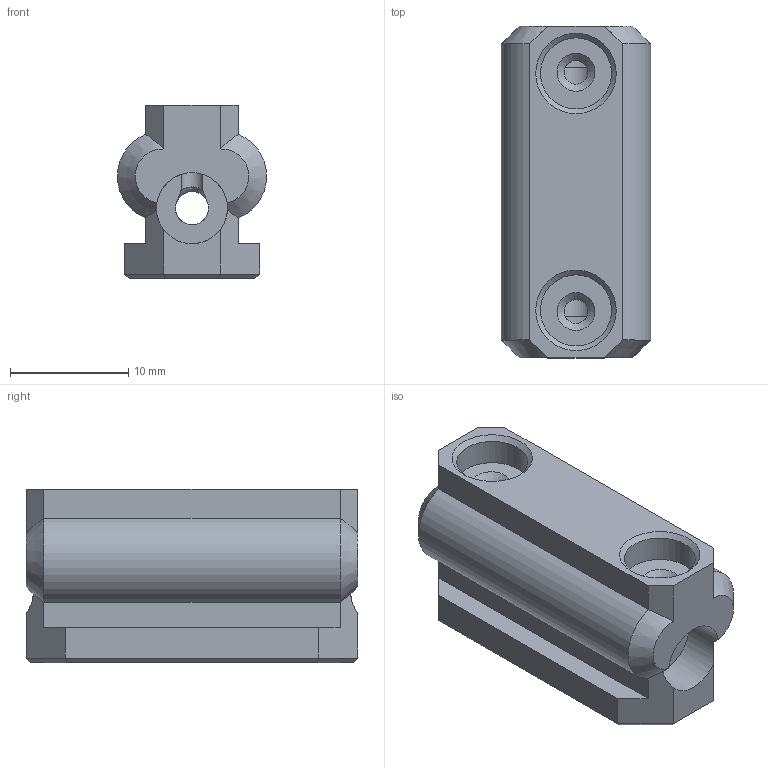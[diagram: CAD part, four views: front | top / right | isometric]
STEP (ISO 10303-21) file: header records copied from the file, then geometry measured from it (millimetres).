
FILE_DESCRIPTION(/* description */ (''),/* implementation_level */ '2;1');
FILE_NAME(/* name */ 'ProbeTight v3.step',/* time_stamp */ '2023-03-23T15:46:36-08:00',/* author */ (''),/* organization */ (''),/* preprocessor_version */ 'ST-DEVELOPER v19.2',/* originating_system */ 'Autodesk Translation Framework v11.17.0.187',/* authorisation */ '');
FILE_SCHEMA (('AUTOMOTIVE_DESIGN { 1 0 10303 214 3 1 1 }'));
Length unit declared in the file: millimetre
Products named in the file (1): ProbeTight
Bounding box: 12.6 x 28 x 14.67 mm (x, y, z)
Volume: 2759.6 mm3; surface area: 2471.9 mm2
Topology: 1 solids, 1 shells, 120 faces, 330 edges, 211 vertices
Faces by surface type: plane 83, cylinder 21, cone 14, bspline 2
Full cylindrical faces by diameter (mm): 2 x2, 2.8 x2, 6 x5
Entity records: 4489 total; most frequent: CARTESIAN_POINT 1408, ORIENTED_EDGE 660, DIRECTION 624, EDGE_CURVE 330, VERTEX_POINT 211, AXIS2_PLACEMENT_3D 211, LINE 202, VECTOR 202
